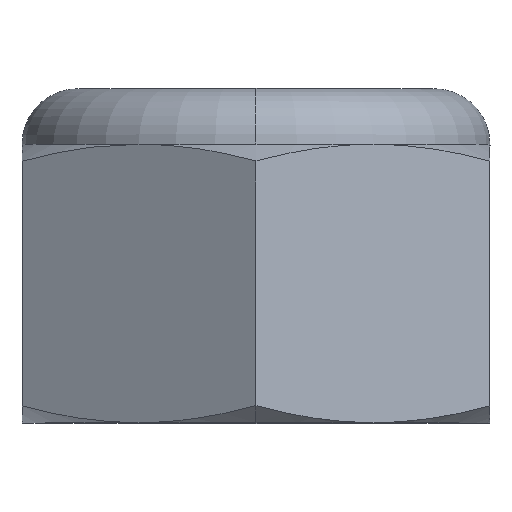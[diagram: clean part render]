
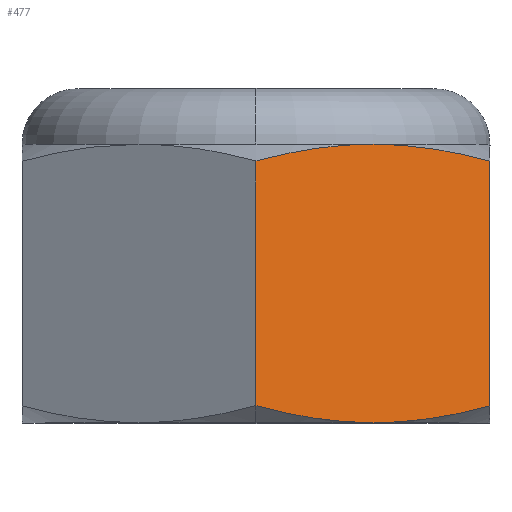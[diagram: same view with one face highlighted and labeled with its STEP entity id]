
A CAD part, top view. The second image highlights one B-rep face of the part: STEP entity #477.
In plain terms, the highlighted planar face has unit normal (0.5, 0, 0.866).
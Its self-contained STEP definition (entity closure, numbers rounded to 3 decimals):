
#414=AXIS2_PLACEMENT_3D('Plane Axis2P3D',#411,#412,#413) ;
#137=CARTESIAN_POINT('Vertex',(2.778,6.615,4.812)) ;
#233=CARTESIAN_POINT('Vertex',(5.556,6.214,3.208)) ;
#237=CARTESIAN_POINT('Control Point',(5.556,6.214,3.208)) ;
#238=CARTESIAN_POINT('Control Point',(4.883,6.395,3.596)) ;
#239=CARTESIAN_POINT('Control Point',(4.318,6.506,3.923)) ;
#240=CARTESIAN_POINT('Control Point',(3.785,6.58,4.23)) ;
#241=CARTESIAN_POINT('Control Point',(3.282,6.615,4.521)) ;
#242=CARTESIAN_POINT('Control Point',(2.778,6.615,4.812)) ;
#365=CARTESIAN_POINT('Line Origine',(5.556,3.307,3.208)) ;
#369=CARTESIAN_POINT('Vertex',(5.556,0.401,3.208)) ;
#411=CARTESIAN_POINT('Axis2P3D Location',(0.,7.938,6.416)) ;
#417=CARTESIAN_POINT('Control Point',(2.778,6.615,4.812)) ;
#418=CARTESIAN_POINT('Control Point',(2.775,6.615,4.814)) ;
#419=CARTESIAN_POINT('Control Point',(2.772,6.615,4.816)) ;
#420=CARTESIAN_POINT('Control Point',(2.778,6.615,4.812)) ;
#421=CARTESIAN_POINT('Control Point',(2.48,6.615,4.984)) ;
#422=CARTESIAN_POINT('Control Point',(2.183,6.602,5.155)) ;
#423=CARTESIAN_POINT('Control Point',(1.882,6.577,5.329)) ;
#424=CARTESIAN_POINT('Control Point',(1.354,6.513,5.634)) ;
#425=CARTESIAN_POINT('Control Point',(0.78,6.404,5.966)) ;
#426=CARTESIAN_POINT('Control Point',(0.534,6.351,6.107)) ;
#427=CARTESIAN_POINT('Control Point',(0.275,6.288,6.257)) ;
#428=CARTESIAN_POINT('Control Point',(0.,6.214,6.416)) ;
#429=CARTESIAN_POINT('Vertex',(0.,6.214,6.416)) ;
#432=CARTESIAN_POINT('Line Origine',(0.,3.307,6.416)) ;
#436=CARTESIAN_POINT('Vertex',(0.,0.401,6.416)) ;
#440=CARTESIAN_POINT('Control Point',(0.,0.401,6.416)) ;
#441=CARTESIAN_POINT('Control Point',(0.003,0.4,6.414)) ;
#442=CARTESIAN_POINT('Control Point',(0.006,0.399,6.412)) ;
#443=CARTESIAN_POINT('Control Point',(0.001,0.401,6.415)) ;
#444=CARTESIAN_POINT('Control Point',(0.396,0.294,6.187)) ;
#445=CARTESIAN_POINT('Control Point',(0.757,0.211,5.979)) ;
#446=CARTESIAN_POINT('Control Point',(1.094,0.147,5.784)) ;
#447=CARTESIAN_POINT('Control Point',(1.64,0.062,5.469)) ;
#448=CARTESIAN_POINT('Control Point',(2.155,0.018,5.171)) ;
#449=CARTESIAN_POINT('Control Point',(2.364,0.006,5.051)) ;
#450=CARTESIAN_POINT('Control Point',(2.571,0.,4.931)) ;
#451=CARTESIAN_POINT('Control Point',(2.778,0.,4.812)) ;
#452=CARTESIAN_POINT('Vertex',(2.778,0.,4.812)) ;
#456=CARTESIAN_POINT('Control Point',(2.778,0.,4.812)) ;
#457=CARTESIAN_POINT('Control Point',(2.781,0.,4.81)) ;
#458=CARTESIAN_POINT('Control Point',(2.785,0.,4.808)) ;
#459=CARTESIAN_POINT('Control Point',(2.779,0.,4.812)) ;
#460=CARTESIAN_POINT('Control Point',(3.076,0.,4.64)) ;
#461=CARTESIAN_POINT('Control Point',(3.373,0.012,4.468)) ;
#462=CARTESIAN_POINT('Control Point',(3.675,0.037,4.294)) ;
#463=CARTESIAN_POINT('Control Point',(4.203,0.102,3.989)) ;
#464=CARTESIAN_POINT('Control Point',(4.777,0.211,3.658)) ;
#465=CARTESIAN_POINT('Control Point',(5.022,0.264,3.516)) ;
#466=CARTESIAN_POINT('Control Point',(5.281,0.327,3.367)) ;
#467=CARTESIAN_POINT('Control Point',(5.556,0.401,3.208)) ;
#366=DIRECTION('Vector Direction',(0.,-1.,0.)) ;
#412=DIRECTION('Axis2P3D Direction',(-0.5,0.,-0.866)) ;
#413=DIRECTION('Axis2P3D XDirection',(-0.866,0.,0.5)) ;
#433=DIRECTION('Vector Direction',(0.,-1.,0.)) ;
#367=VECTOR('Line Direction',#366,1.) ;
#434=VECTOR('Line Direction',#433,1.) ;
#470=ORIENTED_EDGE('',*,*,#371,.F.) ;
#471=ORIENTED_EDGE('',*,*,#243,.T.) ;
#472=ORIENTED_EDGE('',*,*,#431,.T.) ;
#473=ORIENTED_EDGE('',*,*,#438,.T.) ;
#474=ORIENTED_EDGE('',*,*,#454,.T.) ;
#475=ORIENTED_EDGE('',*,*,#468,.T.) ;
#477=ADVANCED_FACE('Cut-Revolve4',(#476),#415,.F.) ;
#236=B_SPLINE_CURVE_WITH_KNOTS('',5,(#237,#238,#239,#240,#241,#242),.UNSPECIFIED.,.F.,.U.,(6,6),(0.,52.483),.UNSPECIFIED.) ;
#416=B_SPLINE_CURVE_WITH_KNOTS('',5,(#417,#418,#419,#420,#421,#422,#423,#424,#425,#426,#427,#428),.UNSPECIFIED.,.F.,.U.,(6,3,3,6),(0.,0.019,30.931,52.48),.UNSPECIFIED.) ;
#439=B_SPLINE_CURVE_WITH_KNOTS('',5,(#440,#441,#442,#443,#444,#445,#446,#447,#448,#449,#450,#451),.UNSPECIFIED.,.F.,.U.,(6,3,3,6),(0.,0.019,30.932,52.483),.UNSPECIFIED.) ;
#455=B_SPLINE_CURVE_WITH_KNOTS('',5,(#456,#457,#458,#459,#460,#461,#462,#463,#464,#465,#466,#467),.UNSPECIFIED.,.F.,.U.,(6,3,3,6),(0.,0.019,30.931,52.48),.UNSPECIFIED.) ;
#243=EDGE_CURVE('',#234,#138,#236,.T.) ;
#371=EDGE_CURVE('',#234,#370,#368,.T.) ;
#431=EDGE_CURVE('',#138,#430,#416,.T.) ;
#438=EDGE_CURVE('',#430,#437,#435,.T.) ;
#454=EDGE_CURVE('',#437,#453,#439,.T.) ;
#468=EDGE_CURVE('',#453,#370,#455,.T.) ;
#469=EDGE_LOOP('',(#470,#471,#472,#473,#474,#475)) ;
#476=FACE_OUTER_BOUND('',#469,.T.) ;
#368=LINE('Line',#365,#367) ;
#435=LINE('Line',#432,#434) ;
#415=PLANE('',#414) ;
#138=VERTEX_POINT('',#137) ;
#234=VERTEX_POINT('',#233) ;
#370=VERTEX_POINT('',#369) ;
#430=VERTEX_POINT('',#429) ;
#437=VERTEX_POINT('',#436) ;
#453=VERTEX_POINT('',#452) ;
